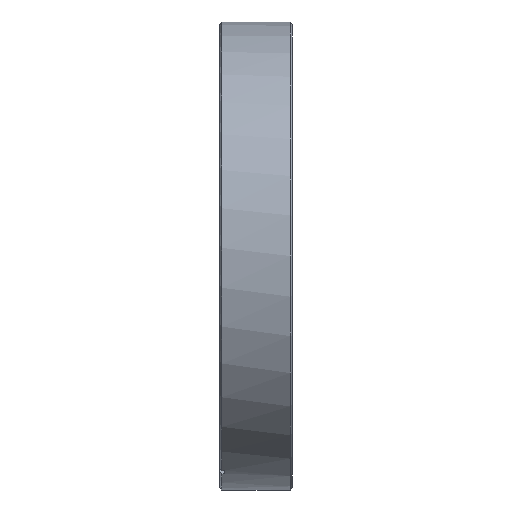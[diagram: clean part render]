
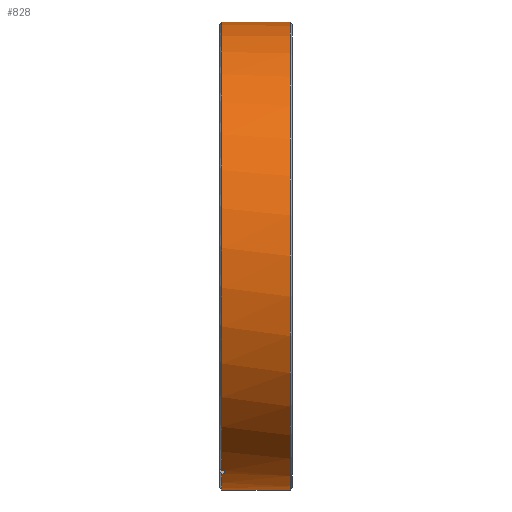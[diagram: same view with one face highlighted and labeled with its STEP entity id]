
A CAD part, left-side view. The second image highlights one B-rep face of the part: STEP entity #828.
In plain terms, the highlighted cylindrical face has radius 56.75 mm (diameter 113.5 mm), a partial arc.
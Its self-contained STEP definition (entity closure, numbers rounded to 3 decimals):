
#10 = EDGE_CURVE ( 'NONE', #2157, #507, #489, .T. ) ;
#19 = CARTESIAN_POINT ( 'NONE',  ( -20.79, -1., -52.805 ) ) ;
#132 = AXIS2_PLACEMENT_3D ( 'NONE', #1156, #1107, #1100 ) ;
#156 = VERTEX_POINT ( 'NONE', #237 ) ;
#202 = VERTEX_POINT ( 'NONE', #421 ) ;
#226 = CARTESIAN_POINT ( 'NONE',  ( 0., -17., 0. ) ) ;
#237 = CARTESIAN_POINT ( 'NONE',  ( 0., -0.5, -56.75 ) ) ;
#335 = AXIS2_PLACEMENT_3D ( 'NONE', #888, #1139, #1393 ) ;
#348 = DIRECTION ( 'NONE',  ( 0., 1., 0. ) ) ;
#421 = CARTESIAN_POINT ( 'NONE',  ( -20.79, -0.5, -52.805 ) ) ;
#428 = DIRECTION ( 'NONE',  ( 0., -1., 0. ) ) ;
#482 = DIRECTION ( 'NONE',  ( 0., 0., 1. ) ) ;
#489 = CIRCLE ( 'NONE', #1613, 56.75 ) ;
#507 = VERTEX_POINT ( 'NONE', #19 ) ;
#530 = AXIS2_PLACEMENT_3D ( 'NONE', #2508, #1768, #797 ) ;
#564 = CARTESIAN_POINT ( 'NONE',  ( 0., -1., 0. ) ) ;
#571 = ORIENTED_EDGE ( 'NONE', *, *, #636, .T. ) ;
#636 = EDGE_CURVE ( 'NONE', #1316, #1442, #2112, .T. ) ;
#724 = AXIS2_PLACEMENT_3D ( 'NONE', #226, #348, #482 ) ;
#797 = DIRECTION ( 'NONE',  ( 0., 0., -1. ) ) ;
#828 = ADVANCED_FACE ( 'NONE', ( #1875 ), #1867, .T. ) ;
#841 = VECTOR ( 'NONE', #1502, 1000. ) ;
#866 = LINE ( 'NONE', #1582, #841 ) ;
#871 = VECTOR ( 'NONE', #1567, 1000. ) ;
#879 = LINE ( 'NONE', #1576, #871 ) ;
#888 = CARTESIAN_POINT ( 'NONE',  ( 0., -0.5, 0. ) ) ;
#919 = DIRECTION ( 'NONE',  ( 0., 0., -1. ) ) ;
#928 = ORIENTED_EDGE ( 'NONE', *, *, #1198, .T. ) ;
#1047 = EDGE_LOOP ( 'NONE', ( #1249, #928, #1216, #1437, #1253, #2063, #1759, #571 ) ) ;
#1100 = DIRECTION ( 'NONE',  ( 0., 0., -1. ) ) ;
#1106 = VECTOR ( 'NONE', #2258, 1000. ) ;
#1107 = DIRECTION ( 'NONE',  ( 0., -1., 0. ) ) ;
#1109 = LINE ( 'NONE', #2271, #1106 ) ;
#1139 = DIRECTION ( 'NONE',  ( 0., -1., 0. ) ) ;
#1156 = CARTESIAN_POINT ( 'NONE',  ( 0., -0.5, 0. ) ) ;
#1160 = CARTESIAN_POINT ( 'NONE',  ( -22.638, -0.5, -52.039 ) ) ;
#1197 = VECTOR ( 'NONE', #2447, 1000. ) ;
#1198 = EDGE_CURVE ( 'NONE', #1523, #2419, #1644, .T. ) ;
#1216 = ORIENTED_EDGE ( 'NONE', *, *, #2205, .T. ) ;
#1222 = LINE ( 'NONE', #2418, #1197 ) ;
#1249 = ORIENTED_EDGE ( 'NONE', *, *, #1814, .F. ) ;
#1253 = ORIENTED_EDGE ( 'NONE', *, *, #1854, .T. ) ;
#1316 = VERTEX_POINT ( 'NONE', #2347 ) ;
#1353 = CIRCLE ( 'NONE', #132, 56.75 ) ;
#1393 = DIRECTION ( 'NONE',  ( 0., 0., -1. ) ) ;
#1437 = ORIENTED_EDGE ( 'NONE', *, *, #10, .T. ) ;
#1442 = VERTEX_POINT ( 'NONE', #1989 ) ;
#1502 = DIRECTION ( 'NONE',  ( 0., -1., 0. ) ) ;
#1523 = VERTEX_POINT ( 'NONE', #1675 ) ;
#1567 = DIRECTION ( 'NONE',  ( 0., -1., 0. ) ) ;
#1576 = CARTESIAN_POINT ( 'NONE',  ( -22.638, -24.574, -52.039 ) ) ;
#1582 = CARTESIAN_POINT ( 'NONE',  ( 0., -24.574, -56.75 ) ) ;
#1613 = AXIS2_PLACEMENT_3D ( 'NONE', #564, #428, #919 ) ;
#1644 = CIRCLE ( 'NONE', #335, 56.75 ) ;
#1675 = CARTESIAN_POINT ( 'NONE',  ( 0., -0.5, 56.75 ) ) ;
#1716 = EDGE_CURVE ( 'NONE', #202, #156, #1353, .T. ) ;
#1749 = CARTESIAN_POINT ( 'NONE',  ( -22.638, -1., -52.039 ) ) ;
#1759 = ORIENTED_EDGE ( 'NONE', *, *, #2250, .T. ) ;
#1768 = DIRECTION ( 'NONE',  ( 0., -1., 0. ) ) ;
#1814 = EDGE_CURVE ( 'NONE', #1523, #1442, #1222, .T. ) ;
#1854 = EDGE_CURVE ( 'NONE', #507, #202, #1109, .T. ) ;
#1867 = CYLINDRICAL_SURFACE ( 'NONE', #530, 56.75 ) ;
#1875 = FACE_OUTER_BOUND ( 'NONE', #1047, .T. ) ;
#1989 = CARTESIAN_POINT ( 'NONE',  ( 0., -17., 56.75 ) ) ;
#2063 = ORIENTED_EDGE ( 'NONE', *, *, #1716, .T. ) ;
#2112 = CIRCLE ( 'NONE', #724, 56.75 ) ;
#2157 = VERTEX_POINT ( 'NONE', #1749 ) ;
#2205 = EDGE_CURVE ( 'NONE', #2419, #2157, #879, .T. ) ;
#2250 = EDGE_CURVE ( 'NONE', #156, #1316, #866, .T. ) ;
#2258 = DIRECTION ( 'NONE',  ( 0., 1., 0. ) ) ;
#2271 = CARTESIAN_POINT ( 'NONE',  ( -20.79, -24.574, -52.805 ) ) ;
#2347 = CARTESIAN_POINT ( 'NONE',  ( 0., -17., -56.75 ) ) ;
#2418 = CARTESIAN_POINT ( 'NONE',  ( 0., -24.574, 56.75 ) ) ;
#2419 = VERTEX_POINT ( 'NONE', #1160 ) ;
#2447 = DIRECTION ( 'NONE',  ( 0., -1., 0. ) ) ;
#2508 = CARTESIAN_POINT ( 'NONE',  ( 0., -24.574, 0. ) ) ;
